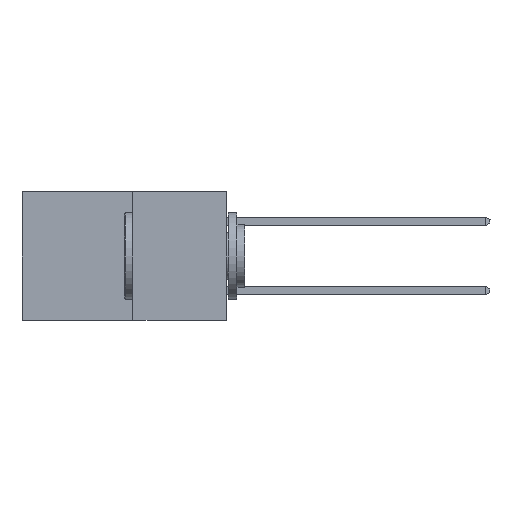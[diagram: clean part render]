
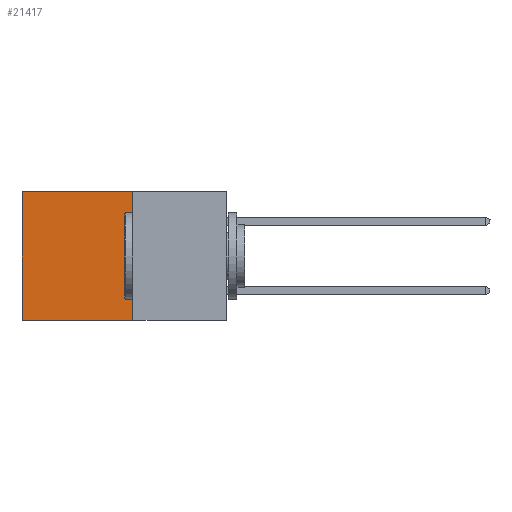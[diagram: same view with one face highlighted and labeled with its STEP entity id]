
A CAD part, left-side view. The second image highlights one B-rep face of the part: STEP entity #21417.
In plain terms, the highlighted planar face has unit normal (-1, 0, 0).
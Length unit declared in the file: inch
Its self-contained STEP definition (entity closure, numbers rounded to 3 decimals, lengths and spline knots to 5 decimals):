
#79 = ORIENTED_EDGE ( 'NONE', *, *, #29669, .F. ) ;
#574 = DIRECTION ( 'NONE',  ( 0., 0., -1. ) ) ;
#1469 = DIRECTION ( 'NONE',  ( 1., 0., 0. ) ) ;
#2219 = CARTESIAN_POINT ( 'NONE',  ( 0.277, 0.27, -0.37 ) ) ;
#2270 = CARTESIAN_POINT ( 'NONE',  ( 0.277, 0.27, 0. ) ) ;
#4846 = EDGE_LOOP ( 'NONE', ( #12799, #79, #20530, #15835 ) ) ;
#4851 = LINE ( 'NONE', #2219, #32141 ) ;
#5301 = CARTESIAN_POINT ( 'NONE',  ( 0.277, 0.27, 0. ) ) ;
#6658 = VECTOR ( 'NONE', #26305, 39.37008 ) ;
#7724 = DIRECTION ( 'NONE',  ( 0., 1., 0. ) ) ;
#9912 = AXIS2_PLACEMENT_3D ( 'NONE', #33172, #1469, #20131 ) ;
#10784 = EDGE_CURVE ( 'NONE', #28179, #14373, #15773, .T. ) ;
#12799 = ORIENTED_EDGE ( 'NONE', *, *, #10784, .T. ) ;
#14373 = VERTEX_POINT ( 'NONE', #29768 ) ;
#14756 = PLANE ( 'NONE',  #9912 ) ;
#15524 = VERTEX_POINT ( 'NONE', #15682 ) ;
#15682 = CARTESIAN_POINT ( 'NONE',  ( 0.277, 0.27, -0.37 ) ) ;
#15773 = LINE ( 'NONE', #32293, #21965 ) ;
#15835 = ORIENTED_EDGE ( 'NONE', *, *, #21636, .T. ) ;
#17580 = CARTESIAN_POINT ( 'NONE',  ( 0.277, 0.59, 0. ) ) ;
#18309 = LINE ( 'NONE', #2270, #24377 ) ;
#20035 = EDGE_CURVE ( 'NONE', #33929, #15524, #20804, .T. ) ;
#20131 = DIRECTION ( 'NONE',  ( 0., 0., -1. ) ) ;
#20530 = ORIENTED_EDGE ( 'NONE', *, *, #20035, .F. ) ;
#20804 = LINE ( 'NONE', #23665, #6658 ) ;
#21417 = ADVANCED_FACE ( 'NONE', ( #24800 ), #14756, .F. ) ;
#21636 = EDGE_CURVE ( 'NONE', #33929, #28179, #18309, .T. ) ;
#21965 = VECTOR ( 'NONE', #574, 39.37008 ) ;
#23489 = DIRECTION ( 'NONE',  ( 0., 1., 0. ) ) ;
#23665 = CARTESIAN_POINT ( 'NONE',  ( 0.277, 0.27, -0.37 ) ) ;
#24377 = VECTOR ( 'NONE', #23489, 39.37008 ) ;
#24800 = FACE_OUTER_BOUND ( 'NONE', #4846, .T. ) ;
#26305 = DIRECTION ( 'NONE',  ( 0., 0., -1. ) ) ;
#28179 = VERTEX_POINT ( 'NONE', #17580 ) ;
#29669 = EDGE_CURVE ( 'NONE', #15524, #14373, #4851, .T. ) ;
#29768 = CARTESIAN_POINT ( 'NONE',  ( 0.277, 0.59, -0.37 ) ) ;
#32141 = VECTOR ( 'NONE', #7724, 39.37008 ) ;
#32293 = CARTESIAN_POINT ( 'NONE',  ( 0.277, 0.59, -0.37 ) ) ;
#33172 = CARTESIAN_POINT ( 'NONE',  ( 0.277, 0.27, -0.37 ) ) ;
#33929 = VERTEX_POINT ( 'NONE', #5301 ) ;
